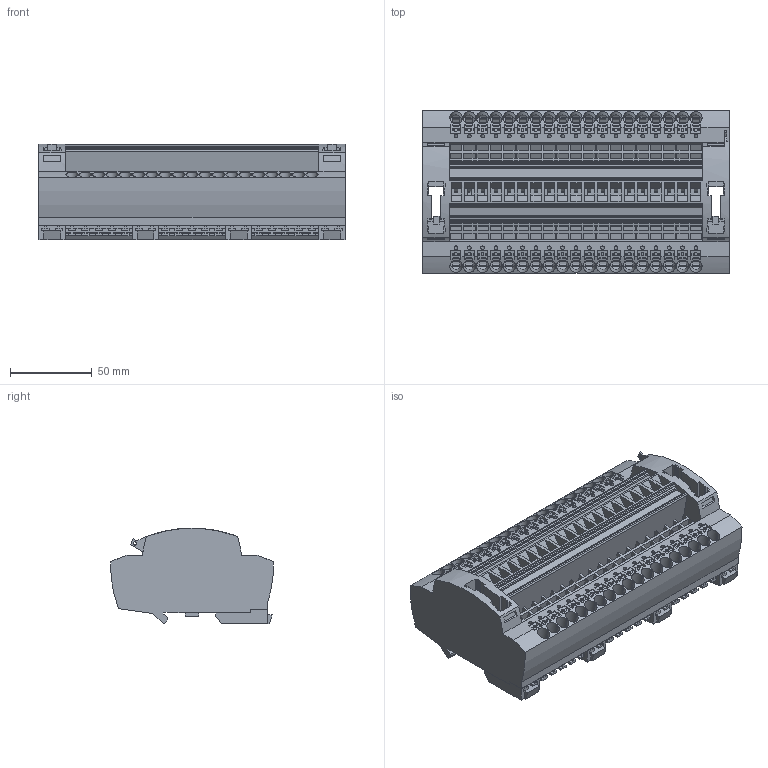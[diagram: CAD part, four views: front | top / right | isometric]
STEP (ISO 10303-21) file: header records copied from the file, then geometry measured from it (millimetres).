
FILE_DESCRIPTION(('Creo Elements/Direct Modeling STEP Export'),'2;1');
FILE_NAME('model.stp','2020-06-03T 0:31:23',(''),(''),'Creo Elements/Direct Modeling STEP processor for AP214 (Solid Model)','Creo Elements/Direct Modeling 20.1A 29-Sep-2018 (C) Parametric Technology GmbH','');
FILE_SCHEMA(('AUTOMOTIVE_DESIGN { 1 0 10303 214 1 1 1 1 }'));
Products named in the file (2): PTRE_6-2_19-select
Assembly tree (1 placements, depth 2):
  PTRE_6-2_19-select
    PTRE_6-2_19-select
Bounding box: 187.45 x 99.63 x 58.6 mm (x, y, z)
Volume: 622952.3 mm3; surface area: 157447.4 mm2
Topology: 1 solids, 1 shells, 3031 faces, 8595 edges, 5701 vertices
Faces by surface type: plane 2602, cylinder 429
Entity records: 150180 total; most frequent: CARTESIAN_POINT 46780, ORIENTED_EDGE 17190, DIRECTION 15442, EDGE_CURVE 8595, VECTOR 6970, LINE 6970, VERTEX_POINT 5701, AXIS2_PLACEMENT_3D 4236
